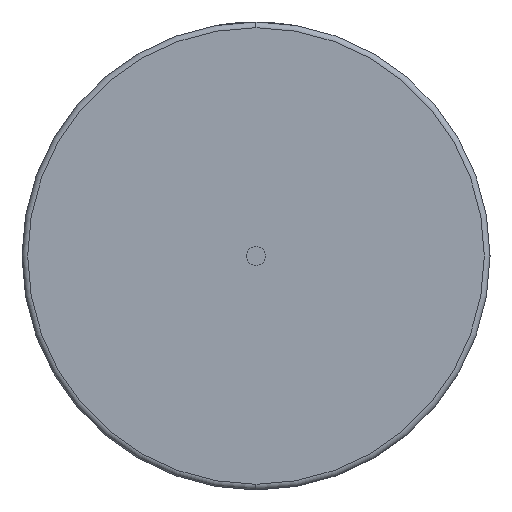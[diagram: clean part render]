
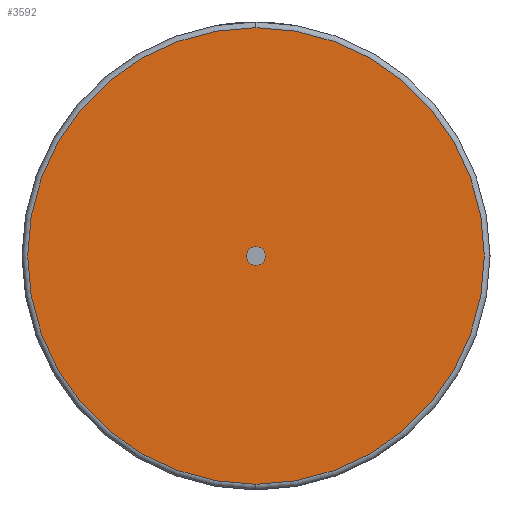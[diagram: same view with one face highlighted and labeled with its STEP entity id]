
A CAD part, left-side view. The second image highlights one B-rep face of the part: STEP entity #3592.
In plain terms, the highlighted planar face has unit normal (-1, 0, 0).
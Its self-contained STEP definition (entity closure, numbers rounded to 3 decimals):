
#415 = CARTESIAN_POINT ( 'NONE',  ( 0., 0., 0.415 ) ) ;
#477 = AXIS2_PLACEMENT_3D ( 'NONE', #1113, #1579, #926 ) ;
#653 = ORIENTED_EDGE ( 'NONE', *, *, #3202, .T. ) ;
#678 = AXIS2_PLACEMENT_3D ( 'NONE', #4747, #4762, #2934 ) ;
#721 = EDGE_CURVE ( 'NONE', #1049, #1371, #2656, .T. ) ;
#770 = CIRCLE ( 'NONE', #3577, 10. ) ;
#926 = DIRECTION ( 'NONE',  ( 0., 0., -1. ) ) ;
#998 = CIRCLE ( 'NONE', #2726, 0.415 ) ;
#1049 = VERTEX_POINT ( 'NONE', #2171 ) ;
#1113 = CARTESIAN_POINT ( 'NONE',  ( 0., 0., 0. ) ) ;
#1342 = ORIENTED_EDGE ( 'NONE', *, *, #3684, .F. ) ;
#1371 = VERTEX_POINT ( 'NONE', #4422 ) ;
#1579 = DIRECTION ( 'NONE',  ( -1., 0., 0. ) ) ;
#1671 = CARTESIAN_POINT ( 'NONE',  ( 0., 0., 0. ) ) ;
#1702 = CARTESIAN_POINT ( 'NONE',  ( 0., 0., 0. ) ) ;
#2039 = EDGE_LOOP ( 'NONE', ( #4597, #653 ) ) ;
#2103 = DIRECTION ( 'NONE',  ( -1., 0., 0. ) ) ;
#2171 = CARTESIAN_POINT ( 'NONE',  ( 0., 0., -10. ) ) ;
#2192 = CARTESIAN_POINT ( 'NONE',  ( 0., 0., 0. ) ) ;
#2206 = DIRECTION ( 'NONE',  ( -1., 0., 0. ) ) ;
#2273 = CARTESIAN_POINT ( 'NONE',  ( 0., 0., -0.415 ) ) ;
#2367 = FACE_OUTER_BOUND ( 'NONE', #2039, .T. ) ;
#2384 = DIRECTION ( 'NONE',  ( 0., 0., -1. ) ) ;
#2426 = FACE_BOUND ( 'NONE', #3119, .T. ) ;
#2547 = VERTEX_POINT ( 'NONE', #2273 ) ;
#2656 = CIRCLE ( 'NONE', #678, 10. ) ;
#2726 = AXIS2_PLACEMENT_3D ( 'NONE', #1702, #2103, #3597 ) ;
#2934 = DIRECTION ( 'NONE',  ( 0., 0., -1. ) ) ;
#3082 = CIRCLE ( 'NONE', #477, 0.415 ) ;
#3115 = DIRECTION ( 'NONE',  ( 1., 0., 0. ) ) ;
#3119 = EDGE_LOOP ( 'NONE', ( #4280, #1342 ) ) ;
#3202 = EDGE_CURVE ( 'NONE', #1371, #1049, #770, .T. ) ;
#3577 = AXIS2_PLACEMENT_3D ( 'NONE', #2192, #2206, #4733 ) ;
#3592 = ADVANCED_FACE ( 'NONE', ( #2367, #2426 ), #3875, .F. ) ;
#3597 = DIRECTION ( 'NONE',  ( 0., 0., -1. ) ) ;
#3684 = EDGE_CURVE ( 'NONE', #4146, #2547, #998, .T. ) ;
#3791 = EDGE_CURVE ( 'NONE', #2547, #4146, #3082, .T. ) ;
#3875 = PLANE ( 'NONE',  #4745 ) ;
#4146 = VERTEX_POINT ( 'NONE', #415 ) ;
#4280 = ORIENTED_EDGE ( 'NONE', *, *, #3791, .F. ) ;
#4422 = CARTESIAN_POINT ( 'NONE',  ( 0., 0., 10. ) ) ;
#4597 = ORIENTED_EDGE ( 'NONE', *, *, #721, .T. ) ;
#4733 = DIRECTION ( 'NONE',  ( 0., 0., -1. ) ) ;
#4745 = AXIS2_PLACEMENT_3D ( 'NONE', #1671, #3115, #2384 ) ;
#4747 = CARTESIAN_POINT ( 'NONE',  ( 0., 0., 0. ) ) ;
#4762 = DIRECTION ( 'NONE',  ( -1., 0., 0. ) ) ;
